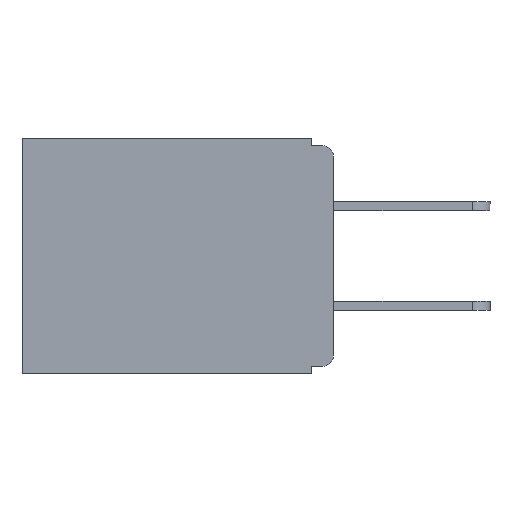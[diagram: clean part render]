
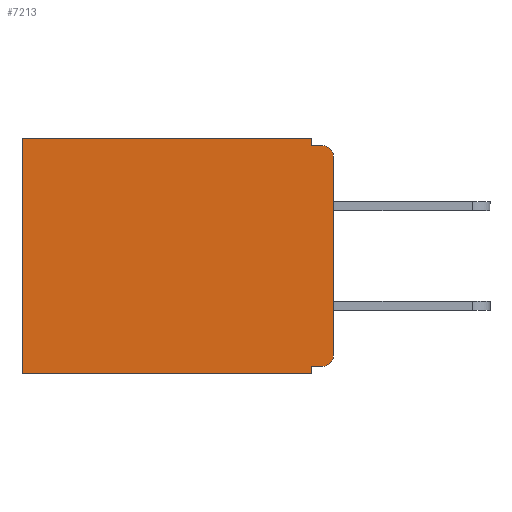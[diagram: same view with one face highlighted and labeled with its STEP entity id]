
A CAD part, left-side view. The second image highlights one B-rep face of the part: STEP entity #7213.
In plain terms, the highlighted planar face has unit normal (-1, 0, 0).
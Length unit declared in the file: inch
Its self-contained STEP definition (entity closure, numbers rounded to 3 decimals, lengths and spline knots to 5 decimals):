
#139 = DIRECTION ( 'NONE',  ( 0., 0., -1. ) ) ;
#335 = ORIENTED_EDGE ( 'NONE', *, *, #11991, .F. ) ;
#430 = CIRCLE ( 'NONE', #7223, 0.015 ) ;
#434 = CARTESIAN_POINT ( 'NONE',  ( 0.3, 0., -0.01 ) ) ;
#948 = VECTOR ( 'NONE', #11378, 39.37008 ) ;
#960 = EDGE_LOOP ( 'NONE', ( #1524, #13633, #3513, #1088, #5432, #7529, #335, #8848, #6738, #5802 ) ) ;
#963 = EDGE_CURVE ( 'NONE', #5068, #8155, #14596, .T. ) ;
#988 = AXIS2_PLACEMENT_3D ( 'NONE', #10875, #1365, #1382 ) ;
#1071 = DIRECTION ( 'NONE',  ( 0., 0., -1. ) ) ;
#1088 = ORIENTED_EDGE ( 'NONE', *, *, #1248, .F. ) ;
#1248 = EDGE_CURVE ( 'NONE', #2220, #10726, #7368, .T. ) ;
#1365 = DIRECTION ( 'NONE',  ( -1., 0., 0. ) ) ;
#1382 = DIRECTION ( 'NONE',  ( 0., 0., -1. ) ) ;
#1524 = ORIENTED_EDGE ( 'NONE', *, *, #11506, .F. ) ;
#2220 = VERTEX_POINT ( 'NONE', #11515 ) ;
#2236 = VECTOR ( 'NONE', #7727, 39.37008 ) ;
#2339 = EDGE_CURVE ( 'NONE', #2220, #8752, #3004, .T. ) ;
#2498 = VECTOR ( 'NONE', #7181, 39.37008 ) ;
#2603 = CARTESIAN_POINT ( 'NONE',  ( 0.3, 0., -0.33 ) ) ;
#3004 = LINE ( 'NONE', #12131, #2236 ) ;
#3101 = EDGE_CURVE ( 'NONE', #5068, #14380, #11542, .T. ) ;
#3473 = CARTESIAN_POINT ( 'NONE',  ( 0.3, 0., -0.33 ) ) ;
#3481 = EDGE_CURVE ( 'NONE', #14380, #5314, #7670, .T. ) ;
#3513 = ORIENTED_EDGE ( 'NONE', *, *, #8672, .F. ) ;
#3533 = CARTESIAN_POINT ( 'NONE',  ( 0.3, 0.015, -0.01 ) ) ;
#3571 = VECTOR ( 'NONE', #8502, 39.37008 ) ;
#3969 = CARTESIAN_POINT ( 'NONE',  ( 0.3, 0.015, -0.32 ) ) ;
#4403 = CARTESIAN_POINT ( 'NONE',  ( 0.3, 0.437, -0.33 ) ) ;
#4836 = FACE_OUTER_BOUND ( 'NONE', #960, .T. ) ;
#5068 = VERTEX_POINT ( 'NONE', #3969 ) ;
#5314 = VERTEX_POINT ( 'NONE', #12619 ) ;
#5432 = ORIENTED_EDGE ( 'NONE', *, *, #2339, .T. ) ;
#5451 = LINE ( 'NONE', #434, #8169 ) ;
#5512 = VECTOR ( 'NONE', #14261, 39.37008 ) ;
#5802 = ORIENTED_EDGE ( 'NONE', *, *, #963, .T. ) ;
#6076 = CARTESIAN_POINT ( 'NONE',  ( 0.3, 0.031, -0.32 ) ) ;
#6245 = VERTEX_POINT ( 'NONE', #3533 ) ;
#6287 = EDGE_CURVE ( 'NONE', #8752, #9916, #11803, .T. ) ;
#6381 = CARTESIAN_POINT ( 'NONE',  ( 0.3, 0.015, -0.025 ) ) ;
#6738 = ORIENTED_EDGE ( 'NONE', *, *, #3101, .F. ) ;
#6787 = LINE ( 'NONE', #11825, #3571 ) ;
#6953 = CARTESIAN_POINT ( 'NONE',  ( 0.3, 0.031, 0. ) ) ;
#7099 = PLANE ( 'NONE',  #12433 ) ;
#7112 = CARTESIAN_POINT ( 'NONE',  ( 0.3, 0.031, -0.01 ) ) ;
#7181 = DIRECTION ( 'NONE',  ( 0., 0., -1. ) ) ;
#7199 = CARTESIAN_POINT ( 'NONE',  ( 0.3, 0.437, -0.33 ) ) ;
#7213 = ADVANCED_FACE ( 'NONE', ( #4836 ), #7099, .F. ) ;
#7223 = AXIS2_PLACEMENT_3D ( 'NONE', #6381, #14229, #7531 ) ;
#7368 = LINE ( 'NONE', #6953, #948 ) ;
#7529 = ORIENTED_EDGE ( 'NONE', *, *, #6287, .T. ) ;
#7531 = DIRECTION ( 'NONE',  ( 0., 0., -1. ) ) ;
#7670 = LINE ( 'NONE', #10920, #12964 ) ;
#7680 = DIRECTION ( 'NONE',  ( 0., -1., 0. ) ) ;
#7727 = DIRECTION ( 'NONE',  ( 0., 1., 0. ) ) ;
#7826 = CARTESIAN_POINT ( 'NONE',  ( 0.3, 0.437, 0. ) ) ;
#7891 = VECTOR ( 'NONE', #139, 39.37008 ) ;
#8155 = VERTEX_POINT ( 'NONE', #8927 ) ;
#8169 = VECTOR ( 'NONE', #7680, 39.37008 ) ;
#8256 = LINE ( 'NONE', #2603, #7891 ) ;
#8276 = DIRECTION ( 'NONE',  ( 1., 0., 0. ) ) ;
#8502 = DIRECTION ( 'NONE',  ( 0., 1., 0. ) ) ;
#8570 = EDGE_CURVE ( 'NONE', #14713, #6245, #430, .T. ) ;
#8672 = EDGE_CURVE ( 'NONE', #10726, #6245, #5451, .T. ) ;
#8752 = VERTEX_POINT ( 'NONE', #7826 ) ;
#8848 = ORIENTED_EDGE ( 'NONE', *, *, #3481, .F. ) ;
#8927 = CARTESIAN_POINT ( 'NONE',  ( 0.3, 0., -0.305 ) ) ;
#9916 = VERTEX_POINT ( 'NONE', #4403 ) ;
#10726 = VERTEX_POINT ( 'NONE', #7112 ) ;
#10875 = CARTESIAN_POINT ( 'NONE',  ( 0.3, 0.015, -0.305 ) ) ;
#10920 = CARTESIAN_POINT ( 'NONE',  ( 0.3, 0.031, -0.33 ) ) ;
#11378 = DIRECTION ( 'NONE',  ( 0., 0., -1. ) ) ;
#11506 = EDGE_CURVE ( 'NONE', #14713, #8155, #8256, .T. ) ;
#11515 = CARTESIAN_POINT ( 'NONE',  ( 0.3, 0.031, 0. ) ) ;
#11542 = LINE ( 'NONE', #11968, #5512 ) ;
#11803 = LINE ( 'NONE', #7199, #2498 ) ;
#11825 = CARTESIAN_POINT ( 'NONE',  ( 0.3, 0., -0.33 ) ) ;
#11968 = CARTESIAN_POINT ( 'NONE',  ( 0.3, 0., -0.32 ) ) ;
#11991 = EDGE_CURVE ( 'NONE', #5314, #9916, #6787, .T. ) ;
#12048 = DIRECTION ( 'NONE',  ( 0., 0., -1. ) ) ;
#12131 = CARTESIAN_POINT ( 'NONE',  ( 0.3, 0., 0. ) ) ;
#12433 = AXIS2_PLACEMENT_3D ( 'NONE', #3473, #8276, #1071 ) ;
#12619 = CARTESIAN_POINT ( 'NONE',  ( 0.3, 0.031, -0.33 ) ) ;
#12964 = VECTOR ( 'NONE', #12048, 39.37008 ) ;
#13411 = CARTESIAN_POINT ( 'NONE',  ( 0.3, 0., -0.025 ) ) ;
#13633 = ORIENTED_EDGE ( 'NONE', *, *, #8570, .T. ) ;
#14229 = DIRECTION ( 'NONE',  ( -1., 0., 0. ) ) ;
#14261 = DIRECTION ( 'NONE',  ( 0., 1., 0. ) ) ;
#14380 = VERTEX_POINT ( 'NONE', #6076 ) ;
#14596 = CIRCLE ( 'NONE', #988, 0.015 ) ;
#14713 = VERTEX_POINT ( 'NONE', #13411 ) ;
